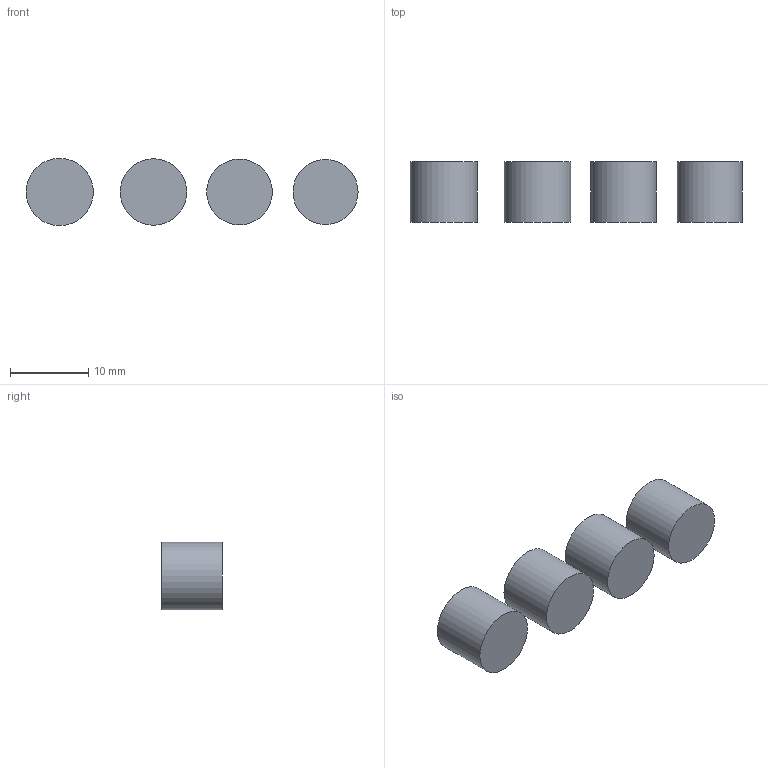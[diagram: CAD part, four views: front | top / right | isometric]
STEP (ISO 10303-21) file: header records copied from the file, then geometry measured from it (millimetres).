
FILE_DESCRIPTION(/* description */ (''),/* implementation_level */ '2;1');
FILE_NAME(/* name */ 'Test_M3_Screw_Insert_Mounts.step',/* time_stamp */ '2017-06-15T23:44:29+02:00',/* author */ (''),/* organization */ (''),/* preprocessor_version */ 'ST-DEVELOPER v16.13',/* originating_system */ 'Autodesk Translation Framework v6.1.1.50',/* authorisation */ '');
FILE_SCHEMA (('AUTOMOTIVE_DESIGN { 1 0 10303 214 3 1 1 }'));
Length unit declared in the file: millimetre
Products named in the file (1): Test_M3_Screw_Inserts v3
Bounding box: 42.46 x 7.7 x 8.61 mm (x, y, z)
Volume: 1209.1 mm3; surface area: 1658.7 mm2
Topology: 4 solids, 4 shells, 100 faces, 249 edges, 166 vertices
Faces by surface type: bspline 49, plane 43, cylinder 8
Full cylindrical faces by diameter (mm): 5.25 x1, 5.35 x1, 5.45 x1, 5.55 x1, 8.31 x1, 8.41 x1, 8.51 x1, 8.61 x1
Entity records: 3398 total; most frequent: CARTESIAN_POINT 1341, ORIENTED_EDGE 482, DIRECTION 263, EDGE_CURVE 241, VERTEX_POINT 166, LINE 127, VECTOR 127, EDGE_LOOP 117
